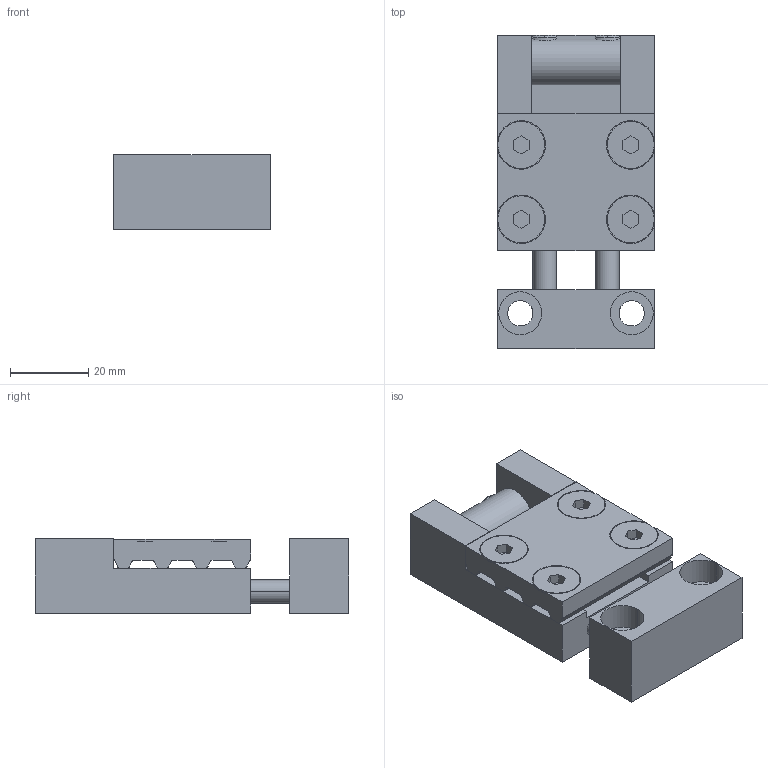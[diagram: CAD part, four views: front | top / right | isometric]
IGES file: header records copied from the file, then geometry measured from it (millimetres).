
Global section: file name: No Iges File Name specified; native system: AutoDesk Inventor R11.0; preprocessor: AutoDesk Inventor Iges Exporter R11.0; author: No Author specified; organization: No Organization specified; date: 20070910.120411; units: millimetre
Bounding box: 40 x 80 x 19 mm (x, y, z)
Volume: 44583.6 mm3; surface area: 17195.5 mm2
Topology: 2 solids, 2 shells, 154 faces, 408 edges, 270 vertices
Faces by surface type: plane 97, cylinder 27, revolution 16, bspline 10, torus 4
